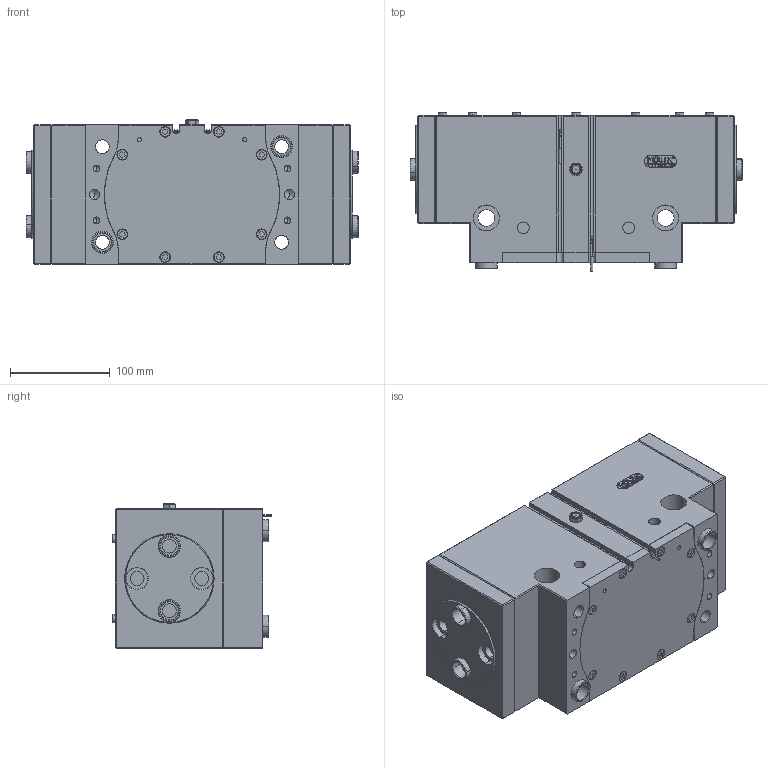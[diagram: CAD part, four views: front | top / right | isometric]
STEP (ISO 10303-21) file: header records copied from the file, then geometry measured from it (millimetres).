
FILE_DESCRIPTION (( 'STEP AP203' ), '1' );
FILE_NAME ('TRF136.STEP', '2026-04-11T07:01:30', ( 'USER-' ), ( 'Microsoft' ), 'SwSTEP 2.0', 'SolidWorks 2018', '' );
FILE_SCHEMA (( 'CONFIG_CONTROL_DESIGN' ));
Length unit declared in the file: millimetre
Products named in the file (32): 内六角圆柱头螺钉[GBT70_1-2008][M5×10]; TRF136-M-01 喘倛褲极-1; 内六角圆柱头螺钉[GBT70_1-2008][M6×12]-7; TRF136; TRF136-04 奻葡裔啣; 内六角圆柱头螺钉[GBT70_1-2008][M6×12]-3; TRF136-01 忒硌薊极-1; 内六角圆柱头螺钉[GBT70_1-2008][M6×12]-4; TRF136-02 耜猾极-1; 内六角圆柱头螺钉[GBT70_1-2008][M6×12]-6; BSLM01-1-1; 棠羲換覜ん-1; 32x12-R6-1; 内六角圆柱头螺钉[GBT70_1-2008][M6×12]-2; 内六角圆柱头螺钉[GBT70_1-2008][M6×12]-8; 内六角圆柱头螺钉[GBT70_1-2008][M6×12]-5; FR136-320-M-05 菁裔啣-1; 内六角圆柱头螺钉[GBT70_1-2008][M6×12]-1; ﾏ擎ﾗ22｡ﾁ18｡ﾁ12
Assembly tree (39 placements, depth 2):
  TRF136
    TRF136-M-01 喘倛褲极-1
    FR136-320-M-05 菁裔啣-1
    TRF136-02 耜猾极-1  x2
    TRF136-01 忒硌薊极-1  x2
    TRF136-04 奻葡裔啣
    内六角圆柱头螺钉[GBT70_1-2008][M6×12]-1
    内六角圆柱头螺钉[GBT70_1-2008][M6×12]-2
    内六角圆柱头螺钉[GBT70_1-2008][M6×12]-3
    内六角圆柱头螺钉[GBT70_1-2008][M6×12]-4
    内六角圆柱头螺钉[GBT70_1-2008][M6×12]-5
    内六角圆柱头螺钉[GBT70_1-2008][M6×12]-6
    内六角圆柱头螺钉[GBT70_1-2008][M6×12]-7
    内六角圆柱头螺钉[GBT70_1-2008][M6×12]-8
    内六角圆柱头螺钉[GBT70_1-2008][M5×10]
    内六角圆柱头螺钉[GBT70_1-2008][M5×10]
    内六角圆柱头螺钉[GBT70_1-2008][M5×10]
    内六角圆柱头螺钉[GBT70_1-2008][M5×10]
    内六角圆柱头螺钉[GBT70_1-2008][M5×10]
    内六角圆柱头螺钉[GBT70_1-2008][M5×10]
    内六角圆柱头螺钉[GBT70_1-2008][M5×10]
    内六角圆柱头螺钉[GBT70_1-2008][M5×10]
    内六角圆柱头螺钉[GBT70_1-2008][M5×10]
    内六角圆柱头螺钉[GBT70_1-2008][M5×10]
    内六角圆柱头螺钉[GBT70_1-2008][M5×10]
    内六角圆柱头螺钉[GBT70_1-2008][M5×10]
    内六角圆柱头螺钉[GBT70_1-2008][M5×10]
    内六角圆柱头螺钉[GBT70_1-2008][M5×10]
    ﾏ擎ﾗ22｡ﾁ18｡ﾁ12  x6
    棠羲換覜ん-1  x2
    BSLM01-1-1
    32x12-R6-1
Bounding box: 333.5 x 159.42 x 145 mm (x, y, z)
Volume: 4743077.3 mm3; surface area: 556483.6 mm2
Topology: 39 solids, 40 shells, 1634 faces, 4025 edges, 2543 vertices
Faces by surface type: plane 704, cylinder 463, cone 221, bspline 154, torus 90, sphere 2
Entity records: 53347 total; most frequent: CARTESIAN_POINT 14788, ORIENTED_EDGE 7232, DIRECTION 7115, EDGE_CURVE 3616, AXIS2_PLACEMENT_3D 2486, VERTEX_POINT 2339, LINE 2143, VECTOR 2143
